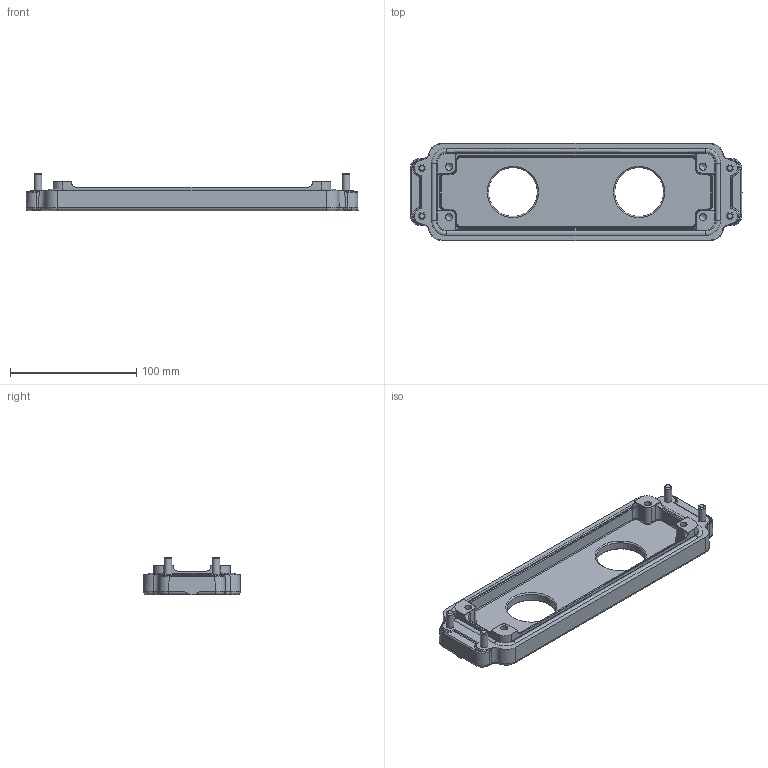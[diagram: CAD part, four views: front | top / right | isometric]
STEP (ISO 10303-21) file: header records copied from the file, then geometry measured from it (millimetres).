
FILE_DESCRIPTION(/* description */ (''),/* implementation_level */ '2;1');
FILE_NAME(/* name */ '100684594ugm000_b.stp',/* time_stamp */ '2022-03-12T02:06:51+01:00',/* author */ (''),/* organization */ (''),/* preprocessor_version */ 'ST-DEVELOPER v16.7',/* originating_system */ 'SIEMENS PLM Software NX 1911',/* authorisation */ '');
FILE_SCHEMA (('AUTOMOTIVE_DESIGN { 1 0 10303 214 3 1 1 1 }'));
Length unit declared in the file: millimetre
Products named in the file (1): 100684594ugm000_b
Bounding box: 263 x 76.87 x 29.6 mm (x, y, z)
Volume: 201101.7 mm3; surface area: 57553.5 mm2
Topology: 1 solids, 1 shells, 456 faces, 1147 edges, 712 vertices
Faces by surface type: plane 172, bspline 116, cylinder 110, cone 28, torus 16, sphere 12, extrusion 2
Full cylindrical faces by diameter (mm): 2.277 x1, 2.692 x1, 5.5 x4, 6.1 x4, 9.9 x4, 10 x4, 38.6 x2
Entity records: 18843 total; most frequent: CARTESIAN_POINT 5694, ORIENTED_EDGE 2070, DIRECTION 1959, EDGE_CURVE 1035, AXIS2_PLACEMENT_3D 751, VERTEX_POINT 670, EDGE_LOOP 541, PRESENTATION_STYLE_ASSIGNMENT 471
